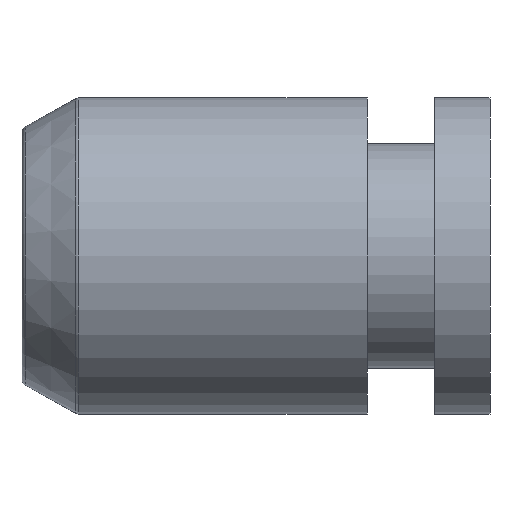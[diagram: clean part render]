
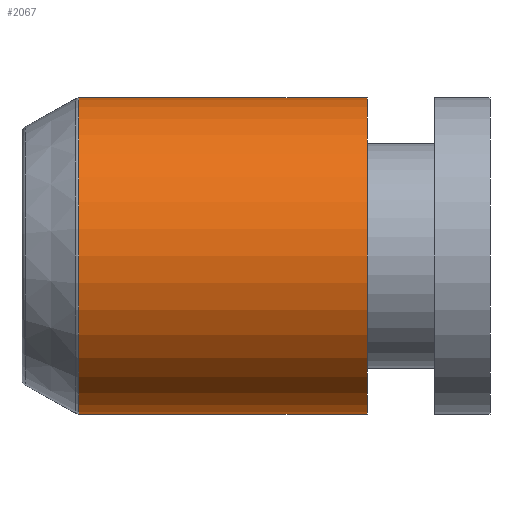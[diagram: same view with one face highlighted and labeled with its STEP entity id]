
A CAD part, left-side view. The second image highlights one B-rep face of the part: STEP entity #2067.
In plain terms, the highlighted cylindrical face has radius 12.877 mm (diameter 25.753 mm), a partial arc.
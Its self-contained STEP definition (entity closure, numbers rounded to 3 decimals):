
#19 = AXIS2_PLACEMENT_3D ( 'NONE', #3934, #1456, #4036 ) ;
#27 = DIRECTION ( 'NONE',  ( 0., 1., 0. ) ) ;
#98 = CARTESIAN_POINT ( 'NONE',  ( -2.828, -6.314, -12.877 ) ) ;
#243 = AXIS2_PLACEMENT_3D ( 'NONE', #3290, #365, #2480 ) ;
#252 = ORIENTED_EDGE ( 'NONE', *, *, #685, .T. ) ;
#365 = DIRECTION ( 'NONE',  ( 0., 1., 0. ) ) ;
#407 = FACE_OUTER_BOUND ( 'NONE', #3094, .T. ) ;
#429 = CARTESIAN_POINT ( 'NONE',  ( -2.828, 28.417, -12.877 ) ) ;
#627 = AXIS2_PLACEMENT_3D ( 'NONE', #5019, #27, #1286 ) ;
#685 = EDGE_CURVE ( 'NONE', #3663, #3187, #4561, .T. ) ;
#1286 = DIRECTION ( 'NONE',  ( 0., 0., 1. ) ) ;
#1456 = DIRECTION ( 'NONE',  ( 0., 1., 0. ) ) ;
#2009 = ORIENTED_EDGE ( 'NONE', *, *, #3938, .F. ) ;
#2067 = ADVANCED_FACE ( 'NONE', ( #407 ), #2847, .T. ) ;
#2347 = VECTOR ( 'NONE', #5064, 1000. ) ;
#2365 = ORIENTED_EDGE ( 'NONE', *, *, #3425, .F. ) ;
#2480 = DIRECTION ( 'NONE',  ( 0., 0., 1. ) ) ;
#2847 = CYLINDRICAL_SURFACE ( 'NONE', #19, 12.877 ) ;
#3094 = EDGE_LOOP ( 'NONE', ( #2009, #4772, #252, #2365 ) ) ;
#3187 = VERTEX_POINT ( 'NONE', #5344 ) ;
#3274 = CARTESIAN_POINT ( 'NONE',  ( -2.828, 28.417, 12.877 ) ) ;
#3290 = CARTESIAN_POINT ( 'NONE',  ( -2.828, 17.157, 0. ) ) ;
#3425 = EDGE_CURVE ( 'NONE', #3794, #3187, #4755, .T. ) ;
#3445 = VECTOR ( 'NONE', #4982, 1000. ) ;
#3450 = LINE ( 'NONE', #429, #2347 ) ;
#3583 = EDGE_CURVE ( 'NONE', #4119, #3663, #4952, .T. ) ;
#3663 = VERTEX_POINT ( 'NONE', #4933 ) ;
#3794 = VERTEX_POINT ( 'NONE', #4624 ) ;
#3934 = CARTESIAN_POINT ( 'NONE',  ( -2.828, 28.417, 0. ) ) ;
#3938 = EDGE_CURVE ( 'NONE', #4119, #3794, #3450, .T. ) ;
#4036 = DIRECTION ( 'NONE',  ( 0., 0., 1. ) ) ;
#4119 = VERTEX_POINT ( 'NONE', #98 ) ;
#4561 = LINE ( 'NONE', #3274, #3445 ) ;
#4624 = CARTESIAN_POINT ( 'NONE',  ( -2.828, 17.157, -12.877 ) ) ;
#4755 = CIRCLE ( 'NONE', #243, 12.877 ) ;
#4772 = ORIENTED_EDGE ( 'NONE', *, *, #3583, .T. ) ;
#4933 = CARTESIAN_POINT ( 'NONE',  ( -2.828, -6.314, 12.877 ) ) ;
#4952 = CIRCLE ( 'NONE', #627, 12.877 ) ;
#4982 = DIRECTION ( 'NONE',  ( 0., 1., 0. ) ) ;
#5019 = CARTESIAN_POINT ( 'NONE',  ( -2.828, -6.314, 0. ) ) ;
#5064 = DIRECTION ( 'NONE',  ( 0., 1., 0. ) ) ;
#5344 = CARTESIAN_POINT ( 'NONE',  ( -2.828, 17.157, 12.877 ) ) ;
